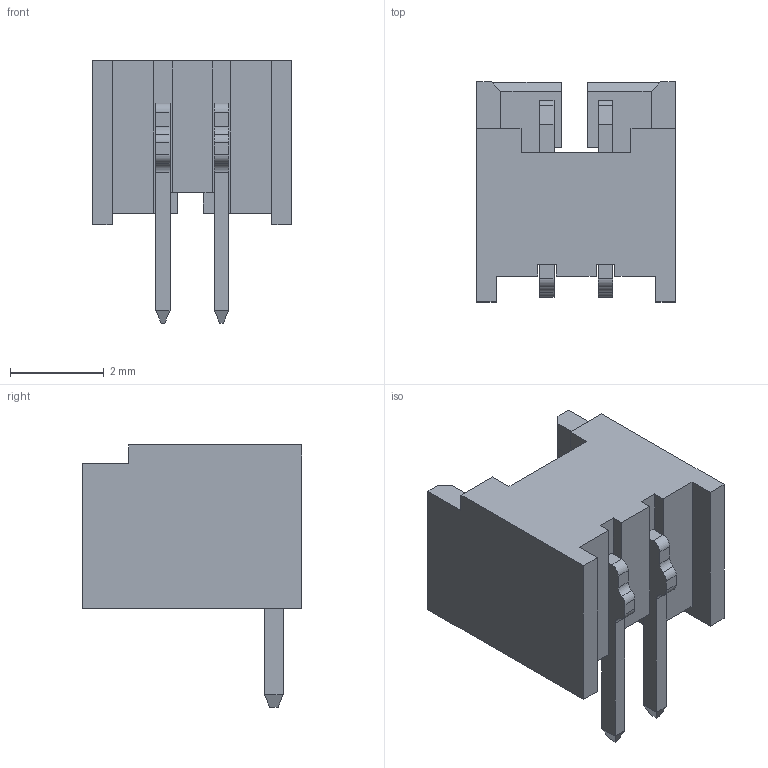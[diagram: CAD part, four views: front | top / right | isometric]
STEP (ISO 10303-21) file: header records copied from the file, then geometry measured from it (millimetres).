
FILE_DESCRIPTION((''),'2;1');
FILE_NAME('FWF12507-S03','2022-03-15T',('工程三'),(''),'PRO/ENGINEER BY PARAMETRIC TECHNOLOGY CORPORATION, 2010280','PRO/ENGINEER BY PARAMETRIC TECHNOLOGY CORPORATION, 2010280','');
FILE_SCHEMA(('CONFIG_CONTROL_DESIGN'));
Length unit declared in the file: millimetre
Products named in the file (1): FWF12507-S03
Bounding box: 4.25 x 4.7 x 5.6 mm (x, y, z)
Volume: 33.4 mm3; surface area: 150.3 mm2
Topology: 1 solids, 1 shells, 108 faces, 290 edges, 186 vertices
Faces by surface type: plane 94, cylinder 14
Entity records: 3344 total; most frequent: CARTESIAN_POINT 584, ORIENTED_EDGE 580, DIRECTION 534, EDGE_CURVE 290, VECTOR 262, LINE 262, VERTEX_POINT 186, AXIS2_PLACEMENT_3D 136
